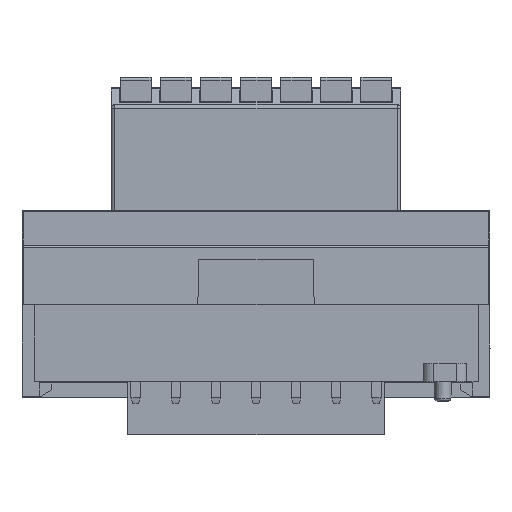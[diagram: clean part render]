
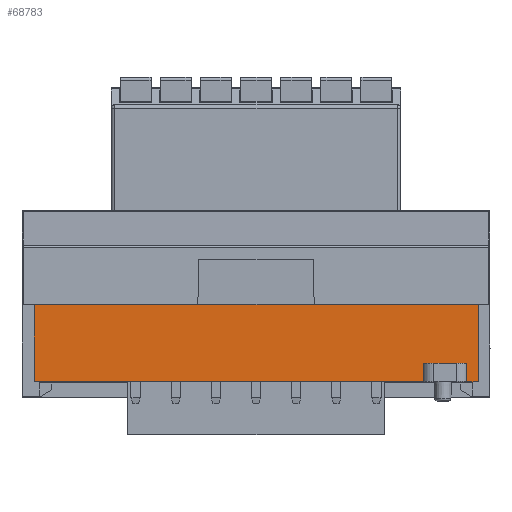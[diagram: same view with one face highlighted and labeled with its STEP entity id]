
A CAD part, top view. The second image highlights one B-rep face of the part: STEP entity #68783.
In plain terms, the highlighted planar face has unit normal (0, 0, 1).
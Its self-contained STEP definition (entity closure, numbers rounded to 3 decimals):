
#32680=DIRECTION('',(-1.,0.,0.));
#32681=VECTOR('',#32680,0.562);
#32682=CARTESIAN_POINT('',(56.496,17.7,13.514));
#32683=LINE('',#32682,#32681);
#32715=DIRECTION('',(-1.,0.,0.));
#32716=VECTOR('',#32715,0.516);
#32717=CARTESIAN_POINT('',(18.266,17.7,13.514));
#32718=LINE('',#32717,#32716);
#33449=DIRECTION('',(-1.,0.,0.));
#33450=VECTOR('',#33449,3.715);
#33451=CARTESIAN_POINT('',(55.457,12.6,13.514));
#33452=LINE('',#33451,#33450);
#33456=DIRECTION('',(-1.,0.,0.));
#33457=VECTOR('',#33456,33.992);
#33458=CARTESIAN_POINT('',(51.743,11.,13.514));
#33459=LINE('',#33458,#33457);
#33463=DIRECTION('',(0.005,1.,0.));
#33464=VECTOR('',#33463,6.4);
#33465=CARTESIAN_POINT('',(18.266,17.7,13.514));
#33466=LINE('',#33465,#33464);
#33470=DIRECTION('',(0.005,-1.,0.));
#33471=VECTOR('',#33470,6.4);
#33472=CARTESIAN_POINT('',(55.9,24.1,13.514));
#33473=LINE('',#33472,#33471);
#33477=DIRECTION('',(0.,-1.,0.));
#33478=VECTOR('',#33477,6.7);
#33479=CARTESIAN_POINT('',(56.496,17.7,13.514));
#33480=LINE('',#33479,#33478);
#33484=DIRECTION('',(-1.,0.,0.));
#33485=VECTOR('',#33484,1.038);
#33486=CARTESIAN_POINT('',(56.496,11.,13.514));
#33487=LINE('',#33486,#33485);
#33507=DIRECTION('',(0.,-1.,0.));
#33508=VECTOR('',#33507,1.6);
#33509=CARTESIAN_POINT('',(55.457,12.6,13.514));
#33510=LINE('',#33509,#33508);
#33535=DIRECTION('',(0.,1.,0.));
#33536=VECTOR('',#33535,1.6);
#33537=CARTESIAN_POINT('',(51.743,11.,13.514));
#33538=LINE('',#33537,#33536);
#33563=DIRECTION('',(0.,-1.,0.));
#33564=VECTOR('',#33563,6.7);
#33565=CARTESIAN_POINT('',(17.751,17.7,13.514));
#33566=LINE('',#33565,#33564);
#33961=DIRECTION('',(-1.,0.,0.));
#33962=VECTOR('',#33961,37.6);
#33963=CARTESIAN_POINT('',(55.9,24.1,13.514));
#33964=LINE('',#33963,#33962);
#59326=CARTESIAN_POINT('',(17.751,11.,13.514));
#59327=VERTEX_POINT('',#59326);
#59328=CARTESIAN_POINT('',(51.743,11.,13.514));
#59329=VERTEX_POINT('',#59328);
#59334=CARTESIAN_POINT('',(55.457,11.,13.514));
#59335=VERTEX_POINT('',#59334);
#59336=CARTESIAN_POINT('',(56.496,11.,13.514));
#59337=VERTEX_POINT('',#59336);
#59770=CARTESIAN_POINT('',(56.496,17.7,13.514));
#59772=VERTEX_POINT('',#59770);
#59773=CARTESIAN_POINT('',(55.934,17.7,13.514));
#59774=VERTEX_POINT('',#59773);
#59787=CARTESIAN_POINT('',(18.266,17.7,13.514));
#59788=VERTEX_POINT('',#59787);
#59789=CARTESIAN_POINT('',(17.751,17.7,13.514));
#59790=VERTEX_POINT('',#59789);
#59853=CARTESIAN_POINT('',(55.457,12.6,13.514));
#59854=CARTESIAN_POINT('',(51.743,12.6,13.514));
#59855=VERTEX_POINT('',#59853);
#59856=VERTEX_POINT('',#59854);
#59857=CARTESIAN_POINT('',(18.3,24.1,13.514));
#59858=VERTEX_POINT('',#59857);
#59859=CARTESIAN_POINT('',(55.9,24.1,13.514));
#59860=VERTEX_POINT('',#59859);
#68757=CARTESIAN_POINT('',(56.496,24.1,13.514));
#68758=DIRECTION('',(0.,0.,1.));
#68759=DIRECTION('',(-1.,0.,0.));
#68760=AXIS2_PLACEMENT_3D('',#68757,#68758,#68759);
#68761=PLANE('',#68760);
#68763=ORIENTED_EDGE('',*,*,#68762,.T.);
#68765=ORIENTED_EDGE('',*,*,#68764,.F.);
#68766=ORIENTED_EDGE('',*,*,#65123,.T.);
#68768=ORIENTED_EDGE('',*,*,#68767,.F.);
#68769=ORIENTED_EDGE('',*,*,#67518,.F.);
#68771=ORIENTED_EDGE('',*,*,#68770,.T.);
#68773=ORIENTED_EDGE('',*,*,#68772,.F.);
#68775=ORIENTED_EDGE('',*,*,#68774,.T.);
#68776=ORIENTED_EDGE('',*,*,#67502,.F.);
#68777=ORIENTED_EDGE('',*,*,#67557,.T.);
#68778=ORIENTED_EDGE('',*,*,#65131,.T.);
#68780=ORIENTED_EDGE('',*,*,#68779,.F.);
#68781=EDGE_LOOP('',(#68763,#68765,#68766,#68768,#68769,#68771,#68773,#68775,
#68776,#68777,#68778,#68780));
#68782=FACE_OUTER_BOUND('',#68781,.F.);
#68783=ADVANCED_FACE('',(#68782),#68761,.T.);
#65123=EDGE_CURVE('',#59329,#59327,#33459,.T.);
#65131=EDGE_CURVE('',#59337,#59335,#33487,.T.);
#67502=EDGE_CURVE('',#59772,#59774,#32683,.T.);
#67518=EDGE_CURVE('',#59788,#59790,#32718,.T.);
#67557=EDGE_CURVE('',#59772,#59337,#33480,.T.);
#68762=EDGE_CURVE('',#59855,#59856,#33452,.T.);
#68764=EDGE_CURVE('',#59329,#59856,#33538,.T.);
#68767=EDGE_CURVE('',#59790,#59327,#33566,.T.);
#68770=EDGE_CURVE('',#59788,#59858,#33466,.T.);
#68772=EDGE_CURVE('',#59860,#59858,#33964,.T.);
#68774=EDGE_CURVE('',#59860,#59774,#33473,.T.);
#68779=EDGE_CURVE('',#59855,#59335,#33510,.T.);
